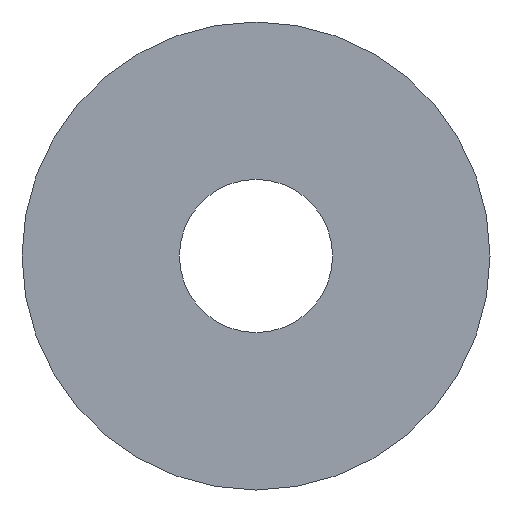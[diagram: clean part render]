
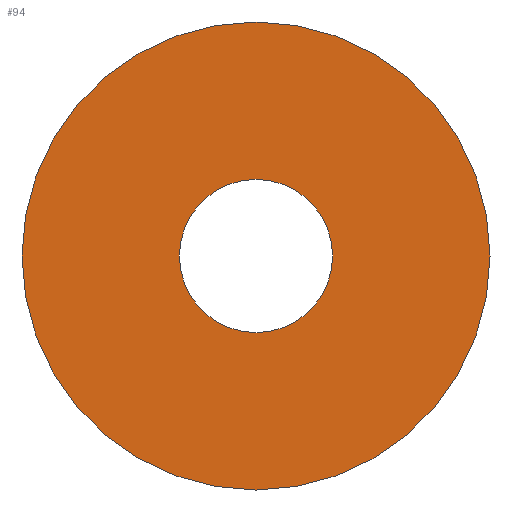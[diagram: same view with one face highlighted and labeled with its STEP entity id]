
A CAD part, front view. The second image highlights one B-rep face of the part: STEP entity #94.
In plain terms, the highlighted planar face has unit normal (0, -1, 0).
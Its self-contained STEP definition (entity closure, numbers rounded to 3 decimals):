
#17=FACE_BOUND('',#35,.T.);
#20=PLANE('',#127);
#26=FACE_OUTER_BOUND('',#34,.T.);
#34=EDGE_LOOP('',(#83,#84));
#35=EDGE_LOOP('',(#85));
#46=CIRCLE('',#122,0.9);
#47=CIRCLE('',#124,2.75);
#48=CIRCLE('',#125,2.75);
#53=VERTEX_POINT('',#172);
#54=VERTEX_POINT('',#176);
#55=VERTEX_POINT('',#178);
#62=EDGE_CURVE('',#53,#53,#46,.T.);
#64=EDGE_CURVE('',#54,#55,#47,.T.);
#65=EDGE_CURVE('',#55,#54,#48,.T.);
#83=ORIENTED_EDGE('',*,*,#65,.F.);
#84=ORIENTED_EDGE('',*,*,#64,.F.);
#85=ORIENTED_EDGE('',*,*,#62,.F.);
#94=ADVANCED_FACE('',(#26,#17),#20,.F.);
#122=AXIS2_PLACEMENT_3D('',#174,#146,#147);
#124=AXIS2_PLACEMENT_3D('',#179,#151,#152);
#125=AXIS2_PLACEMENT_3D('',#180,#153,#154);
#127=AXIS2_PLACEMENT_3D('',#182,#157,#158);
#146=DIRECTION('center_axis',(0.,-1.,0.));
#147=DIRECTION('ref_axis',(1.,0.,0.));
#151=DIRECTION('center_axis',(0.,1.,0.));
#152=DIRECTION('ref_axis',(-1.,0.,0.));
#153=DIRECTION('center_axis',(0.,1.,0.));
#154=DIRECTION('ref_axis',(-1.,0.,0.));
#157=DIRECTION('center_axis',(0.,1.,0.));
#158=DIRECTION('ref_axis',(0.,0.,1.));
#172=CARTESIAN_POINT('',(-0.9,0.,0.));
#174=CARTESIAN_POINT('Origin',(0.,0.,0.));
#176=CARTESIAN_POINT('',(2.75,0.,0.));
#178=CARTESIAN_POINT('',(-2.75,0.,0.));
#179=CARTESIAN_POINT('Origin',(0.,0.,0.));
#180=CARTESIAN_POINT('Origin',(0.,0.,0.));
#182=CARTESIAN_POINT('Origin',(0.,0.,0.));
